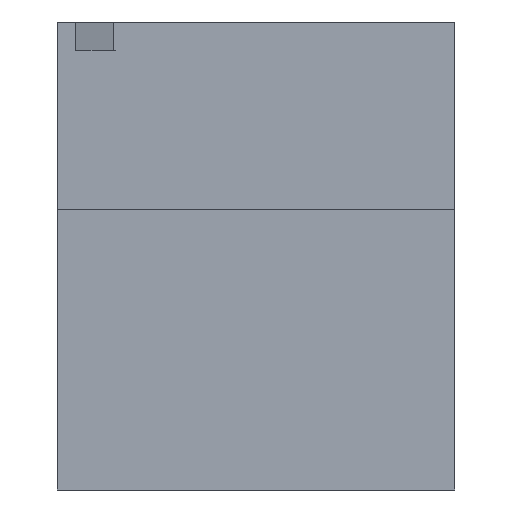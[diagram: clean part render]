
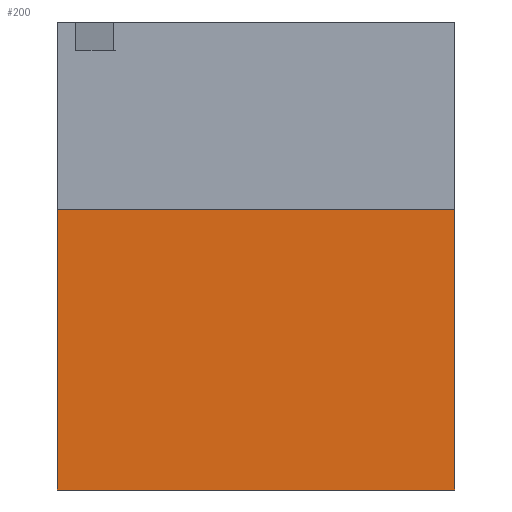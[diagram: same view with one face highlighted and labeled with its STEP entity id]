
A CAD part, left-side view. The second image highlights one B-rep face of the part: STEP entity #200.
In plain terms, the highlighted planar face has unit normal (-1, 0, 0).
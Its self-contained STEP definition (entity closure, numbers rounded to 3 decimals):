
#200 = ADVANCED_FACE ( 'NONE', ( #902 ), #820, .F. ) ;
#237 = EDGE_CURVE ( 'NONE', #1595, #1591, #959, .T. ) ;
#248 = EDGE_CURVE ( 'NONE', #1546, #1591, #975, .T. ) ;
#258 = EDGE_CURVE ( 'NONE', #1549, #1595, #992, .T. ) ;
#271 = EDGE_CURVE ( 'NONE', #1546, #1549, #1017, .T. ) ;
#377 = ORIENTED_EDGE ( 'NONE', *, *, #271, .T. ) ;
#378 = ORIENTED_EDGE ( 'NONE', *, *, #258, .T. ) ;
#379 = ORIENTED_EDGE ( 'NONE', *, *, #237, .T. ) ;
#380 = ORIENTED_EDGE ( 'NONE', *, *, #248, .F. ) ;
#817 = CARTESIAN_POINT ( 'NONE',  ( 33.75, 0., 104.271 ) ) ;
#820 = PLANE ( 'NONE',  #1079 ) ;
#822 = DIRECTION ( 'NONE',  ( 1., 0., 0. ) ) ;
#823 = DIRECTION ( 'NONE',  ( 0., 1., 0. ) ) ;
#902 = FACE_OUTER_BOUND ( 'NONE', #1486, .T. ) ;
#959 = LINE ( 'NONE', #1171, #962 ) ;
#962 = VECTOR ( 'NONE', #1172, 1000. ) ;
#975 = LINE ( 'NONE', #1198, #978 ) ;
#978 = VECTOR ( 'NONE', #1199, 1000. ) ;
#992 = LINE ( 'NONE', #1215, #994 ) ;
#994 = VECTOR ( 'NONE', #1216, 1000. ) ;
#1017 = LINE ( 'NONE', #1248, #1020 ) ;
#1020 = VECTOR ( 'NONE', #1250, 1000. ) ;
#1079 = AXIS2_PLACEMENT_3D ( 'NONE', #817, #822, #823 ) ;
#1171 = CARTESIAN_POINT ( 'NONE',  ( 33.75, 0., 0. ) ) ;
#1172 = DIRECTION ( 'NONE',  ( 0., -1., 0. ) ) ;
#1198 = CARTESIAN_POINT ( 'NONE',  ( 33.75, 0., 104.271 ) ) ;
#1199 = DIRECTION ( 'NONE',  ( 0., 0., -1. ) ) ;
#1215 = CARTESIAN_POINT ( 'NONE',  ( 33.75, 42.5, 104.271 ) ) ;
#1216 = DIRECTION ( 'NONE',  ( 0., 0., -1. ) ) ;
#1248 = CARTESIAN_POINT ( 'NONE',  ( 33.75, 0., 30. ) ) ;
#1250 = DIRECTION ( 'NONE',  ( 0., 1., 0. ) ) ;
#1344 = CARTESIAN_POINT ( 'NONE',  ( 33.75, 0., 30. ) ) ;
#1351 = CARTESIAN_POINT ( 'NONE',  ( 33.75, 42.5, 30. ) ) ;
#1355 = CARTESIAN_POINT ( 'NONE',  ( 33.75, 0., 0. ) ) ;
#1356 = CARTESIAN_POINT ( 'NONE',  ( 33.75, 42.5, 0. ) ) ;
#1486 = EDGE_LOOP ( 'NONE', ( #377, #378, #379, #380 ) ) ;
#1546 = VERTEX_POINT ( 'NONE', #1344 ) ;
#1549 = VERTEX_POINT ( 'NONE', #1351 ) ;
#1591 = VERTEX_POINT ( 'NONE', #1355 ) ;
#1595 = VERTEX_POINT ( 'NONE', #1356 ) ;
